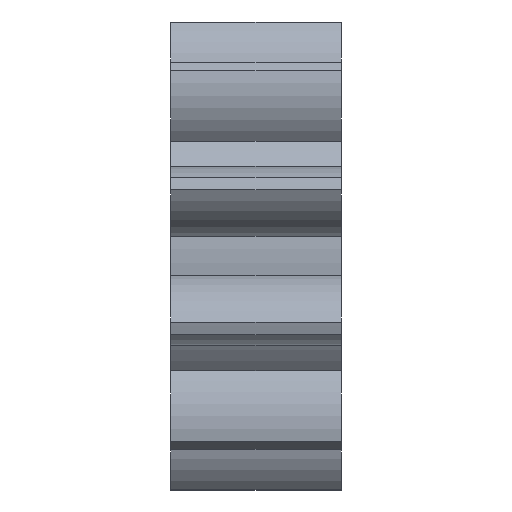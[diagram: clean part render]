
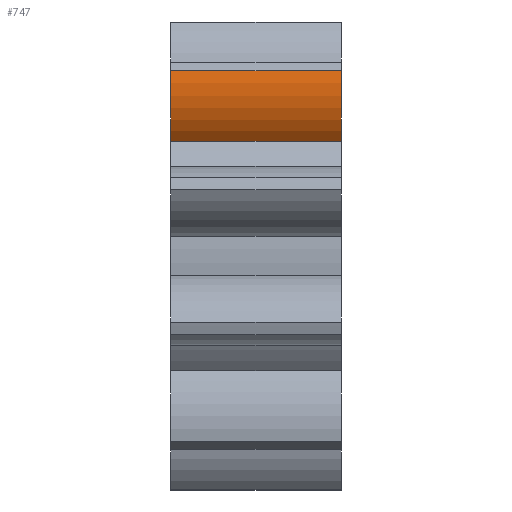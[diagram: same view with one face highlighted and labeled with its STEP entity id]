
A CAD part, front view. The second image highlights one B-rep face of the part: STEP entity #747.
In plain terms, the highlighted cylindrical face has radius 4.75 mm (diameter 9.5 mm), a partial arc.
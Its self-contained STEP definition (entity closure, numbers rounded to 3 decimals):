
#15 = EDGE_CURVE ( 'NONE', #1311, #1093, #1504, .T. ) ;
#21 = VERTEX_POINT ( 'NONE', #754 ) ;
#55 = DIRECTION ( 'NONE',  ( -1., 0., 0. ) ) ;
#73 = AXIS2_PLACEMENT_3D ( 'NONE', #1639, #1502, #1618 ) ;
#84 = VECTOR ( 'NONE', #55, 1000. ) ;
#90 = ORIENTED_EDGE ( 'NONE', *, *, #15, .F. ) ;
#118 = DIRECTION ( 'NONE',  ( 0., 0., 1. ) ) ;
#167 = CIRCLE ( 'NONE', #446, 4.75 ) ;
#174 = CARTESIAN_POINT ( 'NONE',  ( 0.664, -10.148, 10.955 ) ) ;
#222 = EDGE_CURVE ( 'NONE', #21, #1713, #795, .T. ) ;
#293 = CARTESIAN_POINT ( 'NONE',  ( 0.664, -6.591, 14.104 ) ) ;
#296 = CARTESIAN_POINT ( 'NONE',  ( -9.336, -11.233, 15.113 ) ) ;
#441 = CYLINDRICAL_SURFACE ( 'NONE', #1014, 4.75 ) ;
#443 = CIRCLE ( 'NONE', #73, 4.75 ) ;
#446 = AXIS2_PLACEMENT_3D ( 'NONE', #1925, #1050, #910 ) ;
#459 = CARTESIAN_POINT ( 'NONE',  ( 0.664, -10.148, 10.955 ) ) ;
#461 = ORIENTED_EDGE ( 'NONE', *, *, #222, .T. ) ;
#747 = ADVANCED_FACE ( 'NONE', ( #1776 ), #441, .T. ) ;
#754 = CARTESIAN_POINT ( 'NONE',  ( 0.664, -11.233, 15.113 ) ) ;
#795 = LINE ( 'NONE', #1387, #84 ) ;
#898 = DIRECTION ( 'NONE',  ( -1., 0., 0. ) ) ;
#910 = DIRECTION ( 'NONE',  ( 0., 0., 1. ) ) ;
#1014 = AXIS2_PLACEMENT_3D ( 'NONE', #293, #1031, #118 ) ;
#1031 = DIRECTION ( 'NONE',  ( -1., 0., 0. ) ) ;
#1050 = DIRECTION ( 'NONE',  ( -1., 0., 0. ) ) ;
#1090 = VECTOR ( 'NONE', #898, 1000. ) ;
#1093 = VERTEX_POINT ( 'NONE', #1734 ) ;
#1133 = EDGE_LOOP ( 'NONE', ( #1685, #90, #1799, #461 ) ) ;
#1311 = VERTEX_POINT ( 'NONE', #459 ) ;
#1314 = EDGE_CURVE ( 'NONE', #1311, #21, #167, .T. ) ;
#1387 = CARTESIAN_POINT ( 'NONE',  ( 0.664, -11.233, 15.113 ) ) ;
#1502 = DIRECTION ( 'NONE',  ( -1., 0., 0. ) ) ;
#1504 = LINE ( 'NONE', #174, #1090 ) ;
#1618 = DIRECTION ( 'NONE',  ( 0., 0., 1. ) ) ;
#1634 = EDGE_CURVE ( 'NONE', #1093, #1713, #443, .T. ) ;
#1639 = CARTESIAN_POINT ( 'NONE',  ( -9.336, -6.591, 14.104 ) ) ;
#1685 = ORIENTED_EDGE ( 'NONE', *, *, #1634, .F. ) ;
#1713 = VERTEX_POINT ( 'NONE', #296 ) ;
#1734 = CARTESIAN_POINT ( 'NONE',  ( -9.336, -10.148, 10.955 ) ) ;
#1776 = FACE_OUTER_BOUND ( 'NONE', #1133, .T. ) ;
#1799 = ORIENTED_EDGE ( 'NONE', *, *, #1314, .T. ) ;
#1925 = CARTESIAN_POINT ( 'NONE',  ( 0.664, -6.591, 14.104 ) ) ;
